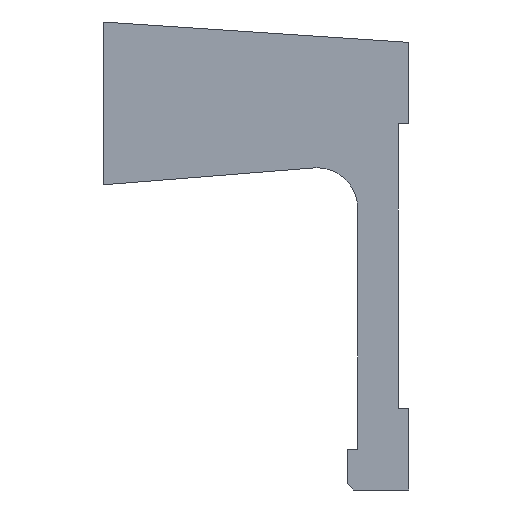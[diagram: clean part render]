
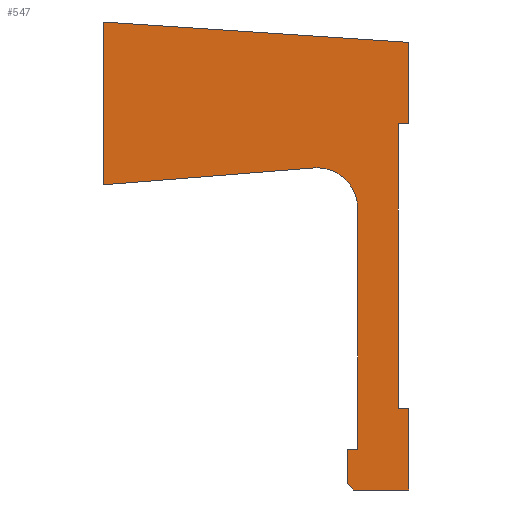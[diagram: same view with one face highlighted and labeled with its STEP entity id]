
A CAD part, left-side view. The second image highlights one B-rep face of the part: STEP entity #547.
In plain terms, the highlighted free-form (B-spline) face has degree [1, 1] with [2, 2] control points.
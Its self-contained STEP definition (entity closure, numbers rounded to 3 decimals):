
#432=CARTESIAN_POINT('',(0.0,-15.749,1.149));
#433=CARTESIAN_POINT('',(0.0,0.749,1.149));
#434=CARTESIAN_POINT('',(0.0,-15.749,-24.149));
#435=CARTESIAN_POINT('',(0.0,0.749,-24.149));
#436=B_SPLINE_SURFACE_WITH_KNOTS('',1,1,((#432,#434),(#433,#435)),.UNSPECIFIED.,.F.,.F.,.U.,(2,2),(2,2),(0.0,16.499),(0.0,25.298),.UNSPECIFIED.);
#437=CARTESIAN_POINT('',(0.0,-15.0,-1.0));
#438=VERTEX_POINT('',#437);
#439=CARTESIAN_POINT('',(0.0,-15.0,-5.0));
#440=VERTEX_POINT('',#439);
#441=CARTESIAN_POINT('',(0.0,-15.0,-1.0));
#442=CARTESIAN_POINT('',(0.0,-15.0,-5.0));
#443=QUASI_UNIFORM_CURVE('',1,(#441,#442),.UNSPECIFIED.,.F.,.U.);
#444=EDGE_CURVE('',#438,#440,#443,.T.);
#445=ORIENTED_EDGE('',*,*,#444,.F.);
#446=CARTESIAN_POINT('',(0.0,0.0,0.0));
#447=VERTEX_POINT('',#446);
#448=CARTESIAN_POINT('',(0.0,0.0,0.0));
#449=CARTESIAN_POINT('',(0.0,-15.0,-1.0));
#450=QUASI_UNIFORM_CURVE('',1,(#448,#449),.UNSPECIFIED.,.F.,.U.);
#451=EDGE_CURVE('',#447,#438,#450,.T.);
#452=ORIENTED_EDGE('',*,*,#451,.F.);
#453=CARTESIAN_POINT('',(0.0,0.0,-8.0));
#454=VERTEX_POINT('',#453);
#455=CARTESIAN_POINT('',(0.0,0.0,-8.0));
#456=CARTESIAN_POINT('',(0.0,0.0,0.0));
#457=QUASI_UNIFORM_CURVE('',1,(#455,#456),.UNSPECIFIED.,.F.,.U.);
#458=EDGE_CURVE('',#454,#447,#457,.T.);
#459=ORIENTED_EDGE('',*,*,#458,.F.);
#460=CARTESIAN_POINT('',(0.0,-10.341,-7.173));
#461=VERTEX_POINT('',#460);
#462=CARTESIAN_POINT('',(0.0,-10.341,-7.173));
#463=CARTESIAN_POINT('',(0.0,0.0,-8.0));
#464=QUASI_UNIFORM_CURVE('',1,(#462,#463),.UNSPECIFIED.,.F.,.U.);
#465=EDGE_CURVE('',#461,#454,#464,.T.);
#466=ORIENTED_EDGE('',*,*,#465,.F.);
#467=CARTESIAN_POINT('',(0.0,-12.5,-9.166));
#468=VERTEX_POINT('',#467);
#469=CARTESIAN_POINT('',(0.0,-10.341,-7.173));
#470=CARTESIAN_POINT('',(0.0,-11.213,-7.103));
#471=CARTESIAN_POINT('',(0.0,-11.857,-7.697));
#472=CARTESIAN_POINT('',(0.0,-12.5,-8.291));
#473=CARTESIAN_POINT('',(0.0,-12.5,-9.166));
#481=(BOUNDED_CURVE()B_SPLINE_CURVE(2,(#469,#470,#471,#472,#473),.UNSPECIFIED.,.F.,.U.)B_SPLINE_CURVE_WITH_KNOTS((3,2,3),(0.0,0.5,1.0),.UNSPECIFIED.)CURVE()GEOMETRIC_REPRESENTATION_ITEM()RATIONAL_B_SPLINE_CURVE((1.0,0.916,1.0,0.916,1.0))REPRESENTATION_ITEM(''));
#482=EDGE_CURVE('',#461,#468,#481,.T.);
#483=ORIENTED_EDGE('',*,*,#482,.T.);
#484=CARTESIAN_POINT('',(0.0,-12.5,-21.0));
#485=VERTEX_POINT('',#484);
#486=CARTESIAN_POINT('',(0.0,-12.5,-21.0));
#487=CARTESIAN_POINT('',(0.0,-12.5,-9.166));
#488=QUASI_UNIFORM_CURVE('',1,(#486,#487),.UNSPECIFIED.,.F.,.U.);
#489=EDGE_CURVE('',#485,#468,#488,.T.);
#490=ORIENTED_EDGE('',*,*,#489,.F.);
#491=CARTESIAN_POINT('',(0.0,-12.0,-21.0));
#492=VERTEX_POINT('',#491);
#493=CARTESIAN_POINT('',(0.0,-12.0,-21.0));
#494=CARTESIAN_POINT('',(0.0,-12.5,-21.0));
#495=QUASI_UNIFORM_CURVE('',1,(#493,#494),.UNSPECIFIED.,.F.,.U.);
#496=EDGE_CURVE('',#492,#485,#495,.T.);
#497=ORIENTED_EDGE('',*,*,#496,.F.);
#498=CARTESIAN_POINT('',(0.0,-12.0,-22.7));
#499=VERTEX_POINT('',#498);
#500=CARTESIAN_POINT('',(0.0,-12.0,-22.7));
#501=CARTESIAN_POINT('',(0.0,-12.0,-21.0));
#502=QUASI_UNIFORM_CURVE('',1,(#500,#501),.UNSPECIFIED.,.F.,.U.);
#503=EDGE_CURVE('',#499,#492,#502,.T.);
#504=ORIENTED_EDGE('',*,*,#503,.F.);
#505=CARTESIAN_POINT('',(0.0,-12.3,-23.0));
#506=VERTEX_POINT('',#505);
#507=CARTESIAN_POINT('',(0.0,-12.3,-23.0));
#508=CARTESIAN_POINT('',(0.0,-12.0,-22.7));
#509=QUASI_UNIFORM_CURVE('',1,(#507,#508),.UNSPECIFIED.,.F.,.U.);
#510=EDGE_CURVE('',#506,#499,#509,.T.);
#511=ORIENTED_EDGE('',*,*,#510,.F.);
#512=CARTESIAN_POINT('',(0.0,-15.0,-23.0));
#513=VERTEX_POINT('',#512);
#514=CARTESIAN_POINT('',(0.0,-15.0,-23.0));
#515=CARTESIAN_POINT('',(0.0,-12.3,-23.0));
#516=QUASI_UNIFORM_CURVE('',1,(#514,#515),.UNSPECIFIED.,.F.,.U.);
#517=EDGE_CURVE('',#513,#506,#516,.T.);
#518=ORIENTED_EDGE('',*,*,#517,.F.);
#519=CARTESIAN_POINT('',(0.0,-15.0,-19.0));
#520=VERTEX_POINT('',#519);
#521=CARTESIAN_POINT('',(0.0,-15.0,-19.0));
#522=CARTESIAN_POINT('',(0.0,-15.0,-23.0));
#523=QUASI_UNIFORM_CURVE('',1,(#521,#522),.UNSPECIFIED.,.F.,.U.);
#524=EDGE_CURVE('',#520,#513,#523,.T.);
#525=ORIENTED_EDGE('',*,*,#524,.F.);
#526=CARTESIAN_POINT('',(0.0,-14.5,-19.0));
#527=VERTEX_POINT('',#526);
#528=CARTESIAN_POINT('',(0.0,-14.5,-19.0));
#529=CARTESIAN_POINT('',(0.0,-15.0,-19.0));
#530=QUASI_UNIFORM_CURVE('',1,(#528,#529),.UNSPECIFIED.,.F.,.U.);
#531=EDGE_CURVE('',#527,#520,#530,.T.);
#532=ORIENTED_EDGE('',*,*,#531,.F.);
#533=CARTESIAN_POINT('',(0.0,-14.5,-5.0));
#534=VERTEX_POINT('',#533);
#535=CARTESIAN_POINT('',(0.0,-14.5,-5.0));
#536=CARTESIAN_POINT('',(0.0,-14.5,-19.0));
#537=QUASI_UNIFORM_CURVE('',1,(#535,#536),.UNSPECIFIED.,.F.,.U.);
#538=EDGE_CURVE('',#534,#527,#537,.T.);
#539=ORIENTED_EDGE('',*,*,#538,.F.);
#540=CARTESIAN_POINT('',(0.0,-15.0,-5.0));
#541=CARTESIAN_POINT('',(0.0,-14.5,-5.0));
#542=QUASI_UNIFORM_CURVE('',1,(#540,#541),.UNSPECIFIED.,.F.,.U.);
#543=EDGE_CURVE('',#440,#534,#542,.T.);
#544=ORIENTED_EDGE('',*,*,#543,.F.);
#545=EDGE_LOOP('',(#445,#452,#459,#466,#483,#490,#497,#504,#511,#518,#525,#532,#539,#544));
#546=FACE_OUTER_BOUND('',#545,.T.);
#547=ADVANCED_FACE('',(#546),#436,.T.);
